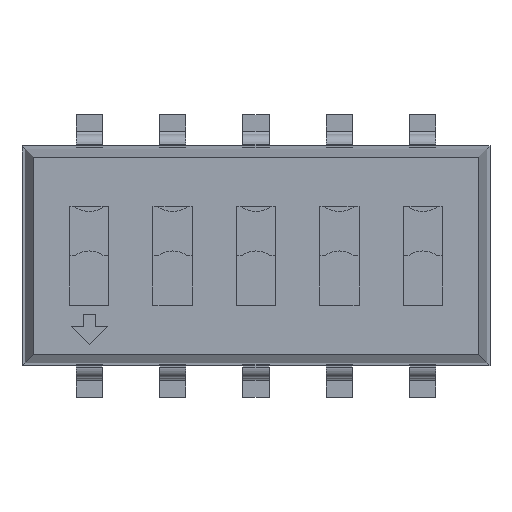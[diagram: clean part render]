
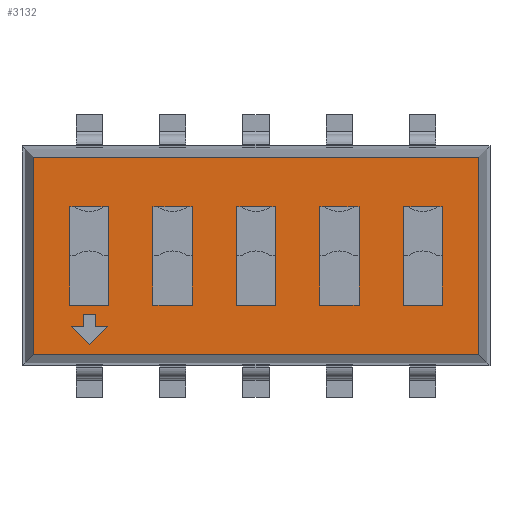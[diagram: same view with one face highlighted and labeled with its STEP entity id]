
A CAD part, top view. The second image highlights one B-rep face of the part: STEP entity #3132.
In plain terms, the highlighted planar face has unit normal (0, 0, 1).
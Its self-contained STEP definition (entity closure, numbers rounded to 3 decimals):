
#27=VECTOR('',#28,1.);
#28=DIRECTION('',(-1.,0.,0.));
#34=VECTOR('',#35,1.);
#35=DIRECTION('',(0.,-1.,0.));
#41=VECTOR('',#42,1.);
#42=DIRECTION('',(1.,0.,0.));
#46=VECTOR('',#47,1.);
#47=DIRECTION('',(0.,1.,0.));
#50=DIRECTION('',(0.,0.,-1.));
#2134=VERTEX_POINT('',#2135);
#2135=CARTESIAN_POINT('',(-6.786,3.006,2.6));
#2137=ORIENTED_EDGE('',*,*,#2138,.F.);
#2138=EDGE_CURVE('',#2139,#2134,#2141,.T.);
#2139=VERTEX_POINT('',#2140);
#2140=CARTESIAN_POINT('',(6.786,3.006,2.6));
#2141=LINE('',#2140,#27);
#2624=VERTEX_POINT('',#2625);
#2625=CARTESIAN_POINT('',(-6.786,-3.006,2.6));
#2627=ORIENTED_EDGE('',*,*,#2628,.F.);
#2628=EDGE_CURVE('',#2134,#2624,#2629,.T.);
#2629=LINE('',#2135,#34);
#2638=VERTEX_POINT('',#2639);
#2639=CARTESIAN_POINT('',(6.786,-3.006,2.6));
#2641=ORIENTED_EDGE('',*,*,#2642,.F.);
#2642=EDGE_CURVE('',#2624,#2638,#2643,.T.);
#2643=LINE('',#2625,#41);
#3127=ORIENTED_EDGE('',*,*,#3128,.F.);
#3128=EDGE_CURVE('',#2638,#2139,#3129,.T.);
#3129=LINE('',#2639,#46);
#3132=ADVANCED_FACE('',(#3133,#3135,#3173,#3211,#3256,#3294,#3332),#3370,.F.);
#3133=FACE_BOUND('',#3134,.F.);
#3134=EDGE_LOOP('',(#2137,#3127,#2641,#2627));
#3135=FACE_BOUND('',#3136,.F.);
#3136=EDGE_LOOP('',(#3137,#3144,#3149,#3153,#3158,#3162,#3166,#3171));
#3137=ORIENTED_EDGE('',*,*,#3138,.T.);
#3138=EDGE_CURVE('',#3139,#3141,#3143,.T.);
#3139=VERTEX_POINT('',#3140);
#3140=CARTESIAN_POINT('',(-0.6,-1.5,2.6));
#3141=VERTEX_POINT('',#3142);
#3142=CARTESIAN_POINT('',(0.6,-1.5,2.6));
#3143=LINE('',#3140,#41);
#3144=ORIENTED_EDGE('',*,*,#3145,.T.);
#3145=EDGE_CURVE('',#3141,#3146,#3148,.T.);
#3146=VERTEX_POINT('',#3147);
#3147=CARTESIAN_POINT('',(0.6,0.,2.6));
#3148=LINE('',#3142,#46);
#3149=ORIENTED_EDGE('',*,*,#3150,.T.);
#3150=EDGE_CURVE('',#3146,#3151,#3148,.T.);
#3151=VERTEX_POINT('',#3152);
#3152=CARTESIAN_POINT('',(0.6,1.5,2.6));
#3153=ORIENTED_EDGE('',*,*,#3154,.T.);
#3154=EDGE_CURVE('',#3151,#3155,#3157,.T.);
#3155=VERTEX_POINT('',#3156);
#3156=CARTESIAN_POINT('',(0.45,1.5,2.6));
#3157=LINE('',#3152,#27);
#3158=ORIENTED_EDGE('',*,*,#3159,.T.);
#3159=EDGE_CURVE('',#3155,#3160,#3157,.T.);
#3160=VERTEX_POINT('',#3161);
#3161=CARTESIAN_POINT('',(-0.45,1.5,2.6));
#3162=ORIENTED_EDGE('',*,*,#3163,.T.);
#3163=EDGE_CURVE('',#3160,#3164,#3157,.T.);
#3164=VERTEX_POINT('',#3165);
#3165=CARTESIAN_POINT('',(-0.6,1.5,2.6));
#3166=ORIENTED_EDGE('',*,*,#3167,.T.);
#3167=EDGE_CURVE('',#3164,#3168,#3170,.T.);
#3168=VERTEX_POINT('',#3169);
#3169=CARTESIAN_POINT('',(-0.6,0.,2.6));
#3170=LINE('',#3165,#34);
#3171=ORIENTED_EDGE('',*,*,#3172,.T.);
#3172=EDGE_CURVE('',#3168,#3139,#3170,.T.);
#3173=FACE_BOUND('',#3174,.F.);
#3174=EDGE_LOOP('',(#3175,#3182,#3186,#3190,#3195,#3199,#3204,#3209));
#3175=ORIENTED_EDGE('',*,*,#3176,.T.);
#3176=EDGE_CURVE('',#3177,#3179,#3181,.T.);
#3177=VERTEX_POINT('',#3178);
#3178=CARTESIAN_POINT('',(-1.94,1.5,2.6));
#3179=VERTEX_POINT('',#3180);
#3180=CARTESIAN_POINT('',(-2.09,1.5,2.6));
#3181=LINE('',#3178,#27);
#3182=ORIENTED_EDGE('',*,*,#3183,.T.);
#3183=EDGE_CURVE('',#3179,#3184,#3181,.T.);
#3184=VERTEX_POINT('',#3185);
#3185=CARTESIAN_POINT('',(-2.99,1.5,2.6));
#3186=ORIENTED_EDGE('',*,*,#3187,.T.);
#3187=EDGE_CURVE('',#3184,#3188,#3181,.T.);
#3188=VERTEX_POINT('',#3189);
#3189=CARTESIAN_POINT('',(-3.14,1.5,2.6));
#3190=ORIENTED_EDGE('',*,*,#3191,.T.);
#3191=EDGE_CURVE('',#3188,#3192,#3194,.T.);
#3192=VERTEX_POINT('',#3193);
#3193=CARTESIAN_POINT('',(-3.14,0.,2.6));
#3194=LINE('',#3189,#34);
#3195=ORIENTED_EDGE('',*,*,#3196,.T.);
#3196=EDGE_CURVE('',#3192,#3197,#3194,.T.);
#3197=VERTEX_POINT('',#3198);
#3198=CARTESIAN_POINT('',(-3.14,-1.5,2.6));
#3199=ORIENTED_EDGE('',*,*,#3200,.T.);
#3200=EDGE_CURVE('',#3197,#3201,#3203,.T.);
#3201=VERTEX_POINT('',#3202);
#3202=CARTESIAN_POINT('',(-1.94,-1.5,2.6));
#3203=LINE('',#3198,#41);
#3204=ORIENTED_EDGE('',*,*,#3205,.T.);
#3205=EDGE_CURVE('',#3201,#3206,#3208,.T.);
#3206=VERTEX_POINT('',#3207);
#3207=CARTESIAN_POINT('',(-1.94,0.,2.6));
#3208=LINE('',#3202,#46);
#3209=ORIENTED_EDGE('',*,*,#3210,.T.);
#3210=EDGE_CURVE('',#3206,#3177,#3208,.T.);
#3211=FACE_BOUND('',#3212,.F.);
#3212=EDGE_LOOP('',(#3213,#3222,#3229,#3234,#3241,#3246,#3253));
#3213=ORIENTED_EDGE('',*,*,#3214,.T.);
#3214=EDGE_CURVE('',#3215,#3217,#3219,.T.);
#3215=VERTEX_POINT('',#3216);
#3216=CARTESIAN_POINT('',(-5.63,-2.156,2.6));
#3217=VERTEX_POINT('',#3218);
#3218=CARTESIAN_POINT('',(-5.08,-2.706,2.6));
#3219=LINE('',#3216,#3220);
#3220=VECTOR('',#3221,1.);
#3221=DIRECTION('',(0.707,-0.707,0.));
#3222=ORIENTED_EDGE('',*,*,#3223,.T.);
#3223=EDGE_CURVE('',#3217,#3224,#3226,.T.);
#3224=VERTEX_POINT('',#3225);
#3225=CARTESIAN_POINT('',(-4.53,-2.156,2.6));
#3226=LINE('',#3218,#3227);
#3227=VECTOR('',#3228,1.);
#3228=DIRECTION('',(0.707,0.707,0.));
#3229=ORIENTED_EDGE('',*,*,#3230,.T.);
#3230=EDGE_CURVE('',#3224,#3231,#3233,.T.);
#3231=VERTEX_POINT('',#3232);
#3232=CARTESIAN_POINT('',(-4.897,-2.156,2.6));
#3233=LINE('',#3225,#27);
#3234=ORIENTED_EDGE('',*,*,#3235,.T.);
#3235=EDGE_CURVE('',#3231,#3236,#3238,.T.);
#3236=VERTEX_POINT('',#3237);
#3237=CARTESIAN_POINT('',(-4.897,-1.789,2.6));
#3238=LINE('',#3232,#3239);
#3239=VECTOR('',#3240,1.);
#3240=DIRECTION('',(0.,1.,0.));
#3241=ORIENTED_EDGE('',*,*,#3242,.T.);
#3242=EDGE_CURVE('',#3236,#3243,#3245,.T.);
#3243=VERTEX_POINT('',#3244);
#3244=CARTESIAN_POINT('',(-5.263,-1.789,2.6));
#3245=LINE('',#3237,#27);
#3246=ORIENTED_EDGE('',*,*,#3247,.T.);
#3247=EDGE_CURVE('',#3243,#3248,#3250,.T.);
#3248=VERTEX_POINT('',#3249);
#3249=CARTESIAN_POINT('',(-5.263,-2.156,2.6));
#3250=LINE('',#3244,#3251);
#3251=VECTOR('',#3252,1.);
#3252=DIRECTION('',(0.,-1.,0.));
#3253=ORIENTED_EDGE('',*,*,#3254,.T.);
#3254=EDGE_CURVE('',#3248,#3215,#3255,.T.);
#3255=LINE('',#3249,#27);
#3256=FACE_BOUND('',#3257,.F.);
#3257=EDGE_LOOP('',(#3258,#3265,#3269,#3273,#3278,#3282,#3287,#3292));
#3258=ORIENTED_EDGE('',*,*,#3259,.T.);
#3259=EDGE_CURVE('',#3260,#3262,#3264,.T.);
#3260=VERTEX_POINT('',#3261);
#3261=CARTESIAN_POINT('',(-4.48,1.5,2.6));
#3262=VERTEX_POINT('',#3263);
#3263=CARTESIAN_POINT('',(-4.63,1.5,2.6));
#3264=LINE('',#3261,#27);
#3265=ORIENTED_EDGE('',*,*,#3266,.T.);
#3266=EDGE_CURVE('',#3262,#3267,#3264,.T.);
#3267=VERTEX_POINT('',#3268);
#3268=CARTESIAN_POINT('',(-5.53,1.5,2.6));
#3269=ORIENTED_EDGE('',*,*,#3270,.T.);
#3270=EDGE_CURVE('',#3267,#3271,#3264,.T.);
#3271=VERTEX_POINT('',#3272);
#3272=CARTESIAN_POINT('',(-5.68,1.5,2.6));
#3273=ORIENTED_EDGE('',*,*,#3274,.T.);
#3274=EDGE_CURVE('',#3271,#3275,#3277,.T.);
#3275=VERTEX_POINT('',#3276);
#3276=CARTESIAN_POINT('',(-5.68,0.,2.6));
#3277=LINE('',#3272,#34);
#3278=ORIENTED_EDGE('',*,*,#3279,.T.);
#3279=EDGE_CURVE('',#3275,#3280,#3277,.T.);
#3280=VERTEX_POINT('',#3281);
#3281=CARTESIAN_POINT('',(-5.68,-1.5,2.6));
#3282=ORIENTED_EDGE('',*,*,#3283,.T.);
#3283=EDGE_CURVE('',#3280,#3284,#3286,.T.);
#3284=VERTEX_POINT('',#3285);
#3285=CARTESIAN_POINT('',(-4.48,-1.5,2.6));
#3286=LINE('',#3281,#41);
#3287=ORIENTED_EDGE('',*,*,#3288,.T.);
#3288=EDGE_CURVE('',#3284,#3289,#3291,.T.);
#3289=VERTEX_POINT('',#3290);
#3290=CARTESIAN_POINT('',(-4.48,0.,2.6));
#3291=LINE('',#3285,#46);
#3292=ORIENTED_EDGE('',*,*,#3293,.T.);
#3293=EDGE_CURVE('',#3289,#3260,#3291,.T.);
#3294=FACE_BOUND('',#3295,.F.);
#3295=EDGE_LOOP('',(#3296,#3303,#3307,#3312,#3316,#3320,#3325,#3329));
#3296=ORIENTED_EDGE('',*,*,#3297,.T.);
#3297=EDGE_CURVE('',#3298,#3300,#3302,.T.);
#3298=VERTEX_POINT('',#3299);
#3299=CARTESIAN_POINT('',(5.68,-1.5,2.6));
#3300=VERTEX_POINT('',#3301);
#3301=CARTESIAN_POINT('',(5.68,0.,2.6));
#3302=LINE('',#3299,#46);
#3303=ORIENTED_EDGE('',*,*,#3304,.T.);
#3304=EDGE_CURVE('',#3300,#3305,#3302,.T.);
#3305=VERTEX_POINT('',#3306);
#3306=CARTESIAN_POINT('',(5.68,1.5,2.6));
#3307=ORIENTED_EDGE('',*,*,#3308,.T.);
#3308=EDGE_CURVE('',#3305,#3309,#3311,.T.);
#3309=VERTEX_POINT('',#3310);
#3310=CARTESIAN_POINT('',(5.53,1.5,2.6));
#3311=LINE('',#3306,#27);
#3312=ORIENTED_EDGE('',*,*,#3313,.T.);
#3313=EDGE_CURVE('',#3309,#3314,#3311,.T.);
#3314=VERTEX_POINT('',#3315);
#3315=CARTESIAN_POINT('',(4.63,1.5,2.6));
#3316=ORIENTED_EDGE('',*,*,#3317,.T.);
#3317=EDGE_CURVE('',#3314,#3318,#3311,.T.);
#3318=VERTEX_POINT('',#3319);
#3319=CARTESIAN_POINT('',(4.48,1.5,2.6));
#3320=ORIENTED_EDGE('',*,*,#3321,.T.);
#3321=EDGE_CURVE('',#3318,#3322,#3324,.T.);
#3322=VERTEX_POINT('',#3323);
#3323=CARTESIAN_POINT('',(4.48,0.,2.6));
#3324=LINE('',#3319,#34);
#3325=ORIENTED_EDGE('',*,*,#3326,.T.);
#3326=EDGE_CURVE('',#3322,#3327,#3324,.T.);
#3327=VERTEX_POINT('',#3328);
#3328=CARTESIAN_POINT('',(4.48,-1.5,2.6));
#3329=ORIENTED_EDGE('',*,*,#3330,.T.);
#3330=EDGE_CURVE('',#3327,#3298,#3331,.T.);
#3331=LINE('',#3328,#41);
#3332=FACE_BOUND('',#3333,.F.);
#3333=EDGE_LOOP('',(#3334,#3341,#3345,#3350,#3354,#3358,#3363,#3367));
#3334=ORIENTED_EDGE('',*,*,#3335,.T.);
#3335=EDGE_CURVE('',#3336,#3338,#3340,.T.);
#3336=VERTEX_POINT('',#3337);
#3337=CARTESIAN_POINT('',(3.14,-1.5,2.6));
#3338=VERTEX_POINT('',#3339);
#3339=CARTESIAN_POINT('',(3.14,0.,2.6));
#3340=LINE('',#3337,#46);
#3341=ORIENTED_EDGE('',*,*,#3342,.T.);
#3342=EDGE_CURVE('',#3338,#3343,#3340,.T.);
#3343=VERTEX_POINT('',#3344);
#3344=CARTESIAN_POINT('',(3.14,1.5,2.6));
#3345=ORIENTED_EDGE('',*,*,#3346,.T.);
#3346=EDGE_CURVE('',#3343,#3347,#3349,.T.);
#3347=VERTEX_POINT('',#3348);
#3348=CARTESIAN_POINT('',(2.99,1.5,2.6));
#3349=LINE('',#3344,#27);
#3350=ORIENTED_EDGE('',*,*,#3351,.T.);
#3351=EDGE_CURVE('',#3347,#3352,#3349,.T.);
#3352=VERTEX_POINT('',#3353);
#3353=CARTESIAN_POINT('',(2.09,1.5,2.6));
#3354=ORIENTED_EDGE('',*,*,#3355,.T.);
#3355=EDGE_CURVE('',#3352,#3356,#3349,.T.);
#3356=VERTEX_POINT('',#3357);
#3357=CARTESIAN_POINT('',(1.94,1.5,2.6));
#3358=ORIENTED_EDGE('',*,*,#3359,.T.);
#3359=EDGE_CURVE('',#3356,#3360,#3362,.T.);
#3360=VERTEX_POINT('',#3361);
#3361=CARTESIAN_POINT('',(1.94,0.,2.6));
#3362=LINE('',#3357,#34);
#3363=ORIENTED_EDGE('',*,*,#3364,.T.);
#3364=EDGE_CURVE('',#3360,#3365,#3362,.T.);
#3365=VERTEX_POINT('',#3366);
#3366=CARTESIAN_POINT('',(1.94,-1.5,2.6));
#3367=ORIENTED_EDGE('',*,*,#3368,.T.);
#3368=EDGE_CURVE('',#3365,#3336,#3369,.T.);
#3369=LINE('',#3366,#41);
#3370=PLANE('',#3371);
#3371=AXIS2_PLACEMENT_3D('',#2140,#50,#3372);
#3372=DIRECTION('',(-0.914,-0.405,0.));
